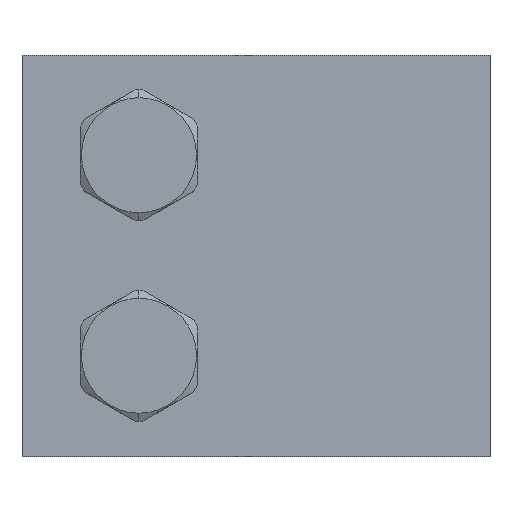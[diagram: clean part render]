
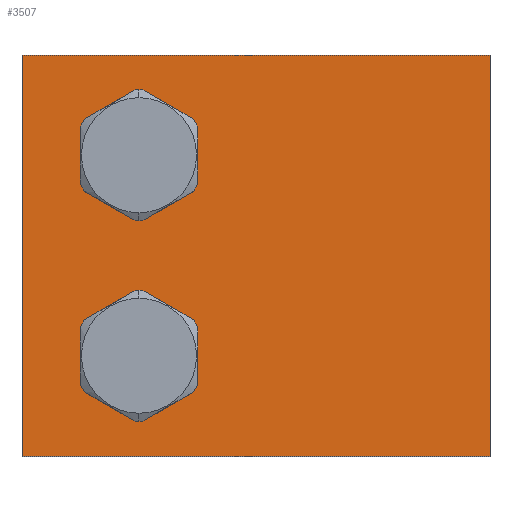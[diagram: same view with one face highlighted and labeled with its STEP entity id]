
A CAD part, top view. The second image highlights one B-rep face of the part: STEP entity #3507.
In plain terms, the highlighted planar face has unit normal (0, 0, 1).
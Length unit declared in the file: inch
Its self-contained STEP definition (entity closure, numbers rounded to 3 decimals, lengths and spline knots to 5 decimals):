
#143=DIRECTION('',(0.,-1.,0.));
#144=VECTOR('',#143,3.);
#145=CARTESIAN_POINT('',(0.,0.,3.));
#146=LINE('',#145,#144);
#147=DIRECTION('',(-1.,0.,0.));
#148=VECTOR('',#147,3.5);
#149=CARTESIAN_POINT('',(3.5,0.,3.));
#150=LINE('',#149,#148);
#151=DIRECTION('',(0.,1.,0.));
#152=VECTOR('',#151,3.);
#153=CARTESIAN_POINT('',(3.5,-3.,3.));
#154=LINE('',#153,#152);
#155=DIRECTION('',(1.,0.,0.));
#156=VECTOR('',#155,3.5);
#157=CARTESIAN_POINT('',(0.,-3.,3.));
#158=LINE('',#157,#156);
#159=CARTESIAN_POINT('',(0.875,-0.75,3.));
#160=DIRECTION('',(0.,0.,-1.));
#161=DIRECTION('',(-1.,0.,0.));
#162=AXIS2_PLACEMENT_3D('',#159,#160,#161);
#164=CARTESIAN_POINT('',(0.875,-0.75,3.));
#165=DIRECTION('',(0.,0.,-1.));
#166=DIRECTION('',(1.,0.,0.));
#167=AXIS2_PLACEMENT_3D('',#164,#165,#166);
#169=CARTESIAN_POINT('',(0.875,-2.25,3.));
#170=DIRECTION('',(0.,0.,-1.));
#171=DIRECTION('',(-1.,0.,0.));
#172=AXIS2_PLACEMENT_3D('',#169,#170,#171);
#174=CARTESIAN_POINT('',(0.875,-2.25,3.));
#175=DIRECTION('',(0.,0.,-1.));
#176=DIRECTION('',(1.,0.,0.));
#177=AXIS2_PLACEMENT_3D('',#174,#175,#176);
#2916=CARTESIAN_POINT('',(0.,0.,3.));
#2917=CARTESIAN_POINT('',(0.,-3.,3.));
#2918=VERTEX_POINT('',#2916);
#2919=VERTEX_POINT('',#2917);
#2920=CARTESIAN_POINT('',(3.5,-3.,3.));
#2921=VERTEX_POINT('',#2920);
#2922=CARTESIAN_POINT('',(3.5,0.,3.));
#2923=VERTEX_POINT('',#2922);
#2960=CARTESIAN_POINT('',(1.3055,-0.75,3.));
#2961=VERTEX_POINT('',#2960);
#2966=CARTESIAN_POINT('',(0.4445,-0.75,3.));
#2967=VERTEX_POINT('',#2966);
#3008=CARTESIAN_POINT('',(1.3055,-2.25,3.));
#3009=VERTEX_POINT('',#3008);
#3014=CARTESIAN_POINT('',(0.4445,-2.25,3.));
#3015=VERTEX_POINT('',#3014);
#3484=CARTESIAN_POINT('',(0.,0.,3.));
#3485=DIRECTION('',(0.,0.,1.));
#3486=DIRECTION('',(1.,0.,0.));
#3487=AXIS2_PLACEMENT_3D('',#3484,#3485,#3486);
#3488=PLANE('',#3487);
#3489=ORIENTED_EDGE('',*,*,#3376,.F.);
#3490=ORIENTED_EDGE('',*,*,#3403,.F.);
#3491=ORIENTED_EDGE('',*,*,#3429,.F.);
#3492=ORIENTED_EDGE('',*,*,#3466,.F.);
#3493=EDGE_LOOP('',(#3489,#3490,#3491,#3492));
#3494=FACE_OUTER_BOUND('',#3493,.F.);
#3496=ORIENTED_EDGE('',*,*,#3495,.F.);
#3498=ORIENTED_EDGE('',*,*,#3497,.F.);
#3499=EDGE_LOOP('',(#3496,#3498));
#3500=FACE_BOUND('',#3499,.F.);
#3502=ORIENTED_EDGE('',*,*,#3501,.F.);
#3504=ORIENTED_EDGE('',*,*,#3503,.F.);
#3505=EDGE_LOOP('',(#3502,#3504));
#3506=FACE_BOUND('',#3505,.F.);
#3507=ADVANCED_FACE('',(#3494,#3500,#3506),#3488,.T.);
#163=CIRCLE('',#162,0.4305);
#168=CIRCLE('',#167,0.4305);
#173=CIRCLE('',#172,0.4305);
#178=CIRCLE('',#177,0.4305);
#3376=EDGE_CURVE('',#2918,#2919,#146,.T.);
#3403=EDGE_CURVE('',#2923,#2918,#150,.T.);
#3429=EDGE_CURVE('',#2921,#2923,#154,.T.);
#3466=EDGE_CURVE('',#2919,#2921,#158,.T.);
#3495=EDGE_CURVE('',#2967,#2961,#163,.T.);
#3497=EDGE_CURVE('',#2961,#2967,#168,.T.);
#3501=EDGE_CURVE('',#3015,#3009,#173,.T.);
#3503=EDGE_CURVE('',#3009,#3015,#178,.T.);
